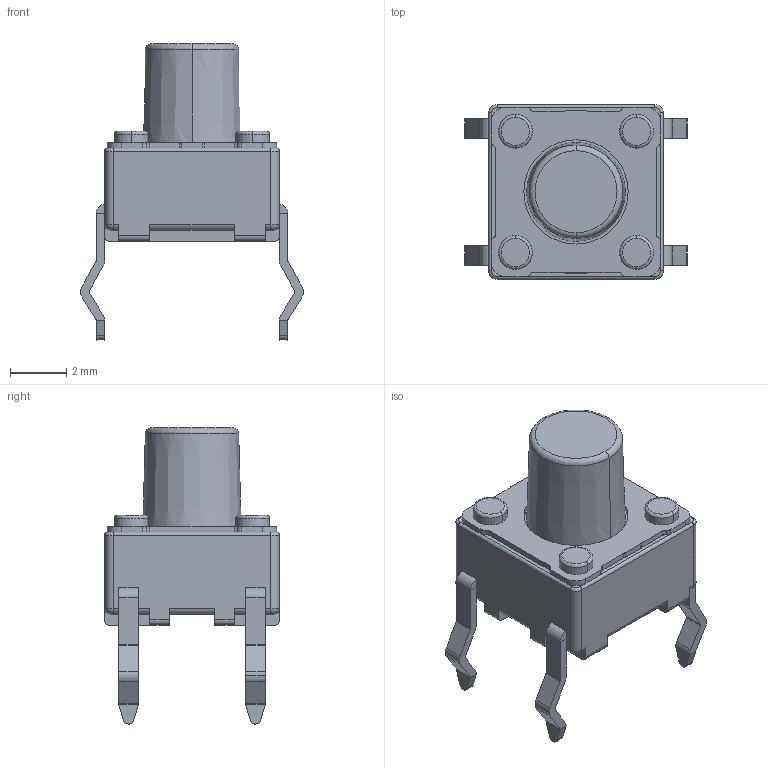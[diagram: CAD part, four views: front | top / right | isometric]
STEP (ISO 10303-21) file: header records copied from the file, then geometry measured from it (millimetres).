
FILE_DESCRIPTION (( 'STEP AP214' ), '1' );
FILE_NAME ('SKHHBW.STEP', '2009-11-25T00:37:15', ( ' ' ), ( ' ' ), 'SwSTEP 2.0', 'SolidWorks 2007', '' );
FILE_SCHEMA (( 'AUTOMOTIVE_DESIGN' ));
Length unit declared in the file: millimetre
Products named in the file (1): SKHHBW
Bounding box: 7.9 x 6.2 x 10.5 mm (x, y, z)
Volume: 158.8 mm3; surface area: 259 mm2
Topology: 1 solids, 5 shells, 282 faces, 724 edges, 458 vertices
Faces by surface type: plane 136, cylinder 126, torus 18, cone 2
Entity records: 11418 total; most frequent: DIRECTION 1574, CARTESIAN_POINT 1465, ORIENTED_EDGE 1448, EDGE_CURVE 724, AXIS2_PLACEMENT_3D 567, VERTEX_POINT 458, VECTOR 440, LINE 440
